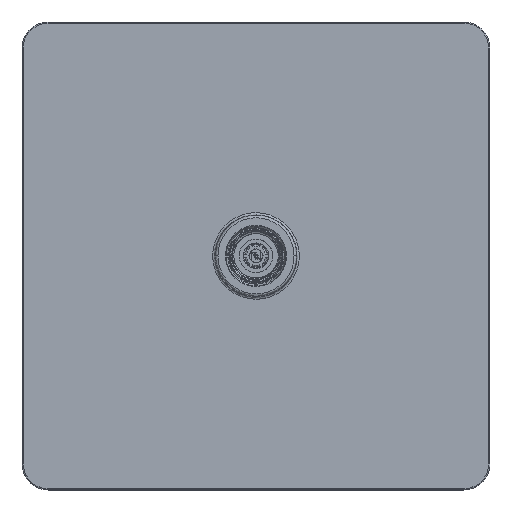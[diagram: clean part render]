
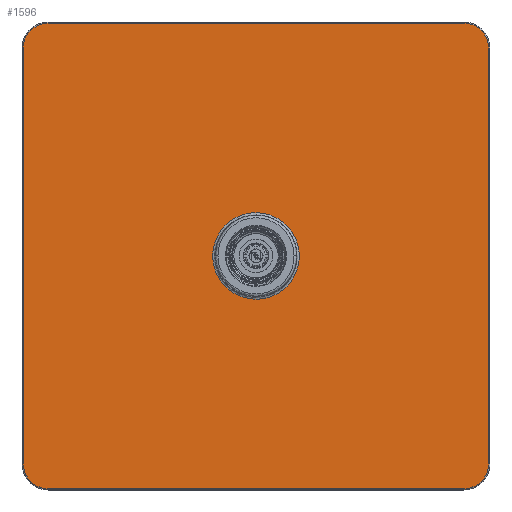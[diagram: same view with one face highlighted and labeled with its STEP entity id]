
A CAD part, top view. The second image highlights one B-rep face of the part: STEP entity #1596.
In plain terms, the highlighted face is planar.
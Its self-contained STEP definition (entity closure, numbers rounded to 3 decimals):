
#175=FACE_BOUND('',#6764,.T.);
#1596=ADVANCED_FACE('',(#4153,#175),#37418,.T.);
#4153=FACE_OUTER_BOUND('',#6763,.T.);
#6763=EDGE_LOOP('',(#13373,#13374,#13375,#13376,#13377,#13378,#13379,#13380));
#6764=EDGE_LOOP('',(#13381,#13382));
#13373=ORIENTED_EDGE('',*,*,#23246,.F.);
#13374=ORIENTED_EDGE('',*,*,#23252,.T.);
#13375=ORIENTED_EDGE('',*,*,#23262,.T.);
#13376=ORIENTED_EDGE('',*,*,#23251,.T.);
#13377=ORIENTED_EDGE('',*,*,#23258,.T.);
#13378=ORIENTED_EDGE('',*,*,#23250,.T.);
#13379=ORIENTED_EDGE('',*,*,#23254,.T.);
#13380=ORIENTED_EDGE('',*,*,#23249,.T.);
#13381=ORIENTED_EDGE('',*,*,#23268,.T.);
#13382=ORIENTED_EDGE('',*,*,#23265,.T.);
#23246=EDGE_CURVE('',#34492,#34493,#30946,.T.);
#23249=EDGE_CURVE('',#34494,#34493,#28333,.T.);
#23250=EDGE_CURVE('',#34496,#34495,#28334,.T.);
#23251=EDGE_CURVE('',#34498,#34497,#28335,.T.);
#23252=EDGE_CURVE('',#34492,#34499,#28336,.T.);
#23254=EDGE_CURVE('',#34495,#34494,#30950,.T.);
#23258=EDGE_CURVE('',#34497,#34496,#30954,.T.);
#23262=EDGE_CURVE('',#34499,#34498,#30958,.T.);
#23265=EDGE_CURVE('',#34500,#34501,#30961,.T.);
#23268=EDGE_CURVE('',#34501,#34500,#30964,.T.);
#28333=B_SPLINE_CURVE_WITH_KNOTS('',1,(#77851,#77852),.UNSPECIFIED.,.F.,
 .F.,(2,2),(-177.6,0.),.UNSPECIFIED.);
#28334=B_SPLINE_CURVE_WITH_KNOTS('',1,(#77853,#77854),.UNSPECIFIED.,.F.,
 .F.,(2,2),(-177.6,0.),.UNSPECIFIED.);
#28335=B_SPLINE_CURVE_WITH_KNOTS('',1,(#77855,#77856),.UNSPECIFIED.,.F.,
 .F.,(2,2),(-177.6,0.),.UNSPECIFIED.);
#28336=B_SPLINE_CURVE_WITH_KNOTS('',1,(#77857,#77858),.UNSPECIFIED.,.F.,
 .F.,(2,2),(-177.6,0.),.UNSPECIFIED.);
#30946=(
BOUNDED_CURVE()
B_SPLINE_CURVE(2,(#77842,#77843,#77844),.UNSPECIFIED.,.F.,.F.)
B_SPLINE_CURVE_WITH_KNOTS((3,3),(-16.808,0.),.UNSPECIFIED.)
CURVE()
GEOMETRIC_REPRESENTATION_ITEM()
RATIONAL_B_SPLINE_CURVE((1.,0.707,1.))
REPRESENTATION_ITEM('')
);
#30950=(
BOUNDED_CURVE()
B_SPLINE_CURVE(2,(#77862,#77863,#77864),.UNSPECIFIED.,.F.,.F.)
B_SPLINE_CURVE_WITH_KNOTS((3,3),(0.,16.808),.UNSPECIFIED.)
CURVE()
GEOMETRIC_REPRESENTATION_ITEM()
RATIONAL_B_SPLINE_CURVE((1.,0.707,1.))
REPRESENTATION_ITEM('')
);
#30954=(
BOUNDED_CURVE()
B_SPLINE_CURVE(2,(#77874,#77875,#77876),.UNSPECIFIED.,.F.,.F.)
B_SPLINE_CURVE_WITH_KNOTS((3,3),(0.,16.808),.UNSPECIFIED.)
CURVE()
GEOMETRIC_REPRESENTATION_ITEM()
RATIONAL_B_SPLINE_CURVE((1.,0.707,1.))
REPRESENTATION_ITEM('')
);
#30958=(
BOUNDED_CURVE()
B_SPLINE_CURVE(2,(#77886,#77887,#77888),.UNSPECIFIED.,.F.,.F.)
B_SPLINE_CURVE_WITH_KNOTS((3,3),(0.,16.808),.UNSPECIFIED.)
CURVE()
GEOMETRIC_REPRESENTATION_ITEM()
RATIONAL_B_SPLINE_CURVE((1.,0.707,1.))
REPRESENTATION_ITEM('')
);
#30961=(
BOUNDED_CURVE()
B_SPLINE_CURVE(2,(#77895,#77896,#77897,#77898,#77899),.UNSPECIFIED.,.F.,
 .F.)
B_SPLINE_CURVE_WITH_KNOTS((3,2,3),(0.,29.06,58.119),
 .UNSPECIFIED.)
CURVE()
GEOMETRIC_REPRESENTATION_ITEM()
RATIONAL_B_SPLINE_CURVE((1.,0.707,1.,0.707,1.))
REPRESENTATION_ITEM('')
);
#30964=(
BOUNDED_CURVE()
B_SPLINE_CURVE(2,(#77908,#77909,#77910,#77911,#77912),.UNSPECIFIED.,.F.,
 .F.)
B_SPLINE_CURVE_WITH_KNOTS((3,2,3),(0.,29.06,58.119),
 .UNSPECIFIED.)
CURVE()
GEOMETRIC_REPRESENTATION_ITEM()
RATIONAL_B_SPLINE_CURVE((1.,0.707,1.,0.707,1.))
REPRESENTATION_ITEM('')
);
#34492=VERTEX_POINT('',#77306);
#34493=VERTEX_POINT('',#77307);
#34494=VERTEX_POINT('',#77308);
#34495=VERTEX_POINT('',#77309);
#34496=VERTEX_POINT('',#77310);
#34497=VERTEX_POINT('',#77311);
#34498=VERTEX_POINT('',#77312);
#34499=VERTEX_POINT('',#77313);
#34500=VERTEX_POINT('',#77314);
#34501=VERTEX_POINT('',#77315);
#37418=PLANE('',#40162);
#40162=AXIS2_PLACEMENT_3D('',#75679,#40998,$);
#40998=DIRECTION('',(0.,1.,0.));
#75679=CARTESIAN_POINT('',(-119.773,2.8,119.773));
#77306=CARTESIAN_POINT('',(99.5,2.8,88.8));
#77307=CARTESIAN_POINT('',(88.8,2.8,99.5));
#77308=CARTESIAN_POINT('',(-88.8,2.8,99.5));
#77309=CARTESIAN_POINT('',(-99.5,2.8,88.8));
#77310=CARTESIAN_POINT('',(-99.5,2.8,-88.8));
#77311=CARTESIAN_POINT('',(-88.8,2.8,-99.5));
#77312=CARTESIAN_POINT('',(88.8,2.8,-99.5));
#77313=CARTESIAN_POINT('',(99.5,2.8,-88.8));
#77314=CARTESIAN_POINT('',(0.,2.8,18.5));
#77315=CARTESIAN_POINT('',(0.,2.8,-18.5));
#77842=CARTESIAN_POINT('',(99.5,2.8,88.8));
#77843=CARTESIAN_POINT('',(99.5,2.8,99.5));
#77844=CARTESIAN_POINT('',(88.8,2.8,99.5));
#77851=CARTESIAN_POINT('',(-88.8,2.8,99.5));
#77852=CARTESIAN_POINT('',(88.8,2.8,99.5));
#77853=CARTESIAN_POINT('',(-99.5,2.8,-88.8));
#77854=CARTESIAN_POINT('',(-99.5,2.8,88.8));
#77855=CARTESIAN_POINT('',(88.8,2.8,-99.5));
#77856=CARTESIAN_POINT('',(-88.8,2.8,-99.5));
#77857=CARTESIAN_POINT('',(99.5,2.8,88.8));
#77858=CARTESIAN_POINT('',(99.5,2.8,-88.8));
#77862=CARTESIAN_POINT('',(-99.5,2.8,88.8));
#77863=CARTESIAN_POINT('',(-99.5,2.8,99.5));
#77864=CARTESIAN_POINT('',(-88.8,2.8,99.5));
#77874=CARTESIAN_POINT('',(-88.8,2.8,-99.5));
#77875=CARTESIAN_POINT('',(-99.5,2.8,-99.5));
#77876=CARTESIAN_POINT('',(-99.5,2.8,-88.8));
#77886=CARTESIAN_POINT('',(99.5,2.8,-88.8));
#77887=CARTESIAN_POINT('',(99.5,2.8,-99.5));
#77888=CARTESIAN_POINT('',(88.8,2.8,-99.5));
#77895=CARTESIAN_POINT('',(0.,2.8,18.5));
#77896=CARTESIAN_POINT('',(-18.5,2.8,18.5));
#77897=CARTESIAN_POINT('',(-18.5,2.8,0.));
#77898=CARTESIAN_POINT('',(-18.5,2.8,-18.5));
#77899=CARTESIAN_POINT('',(0.,2.8,-18.5));
#77908=CARTESIAN_POINT('',(0.,2.8,-18.5));
#77909=CARTESIAN_POINT('',(18.5,2.8,-18.5));
#77910=CARTESIAN_POINT('',(18.5,2.8,0.));
#77911=CARTESIAN_POINT('',(18.5,2.8,18.5));
#77912=CARTESIAN_POINT('',(0.,2.8,18.5));
